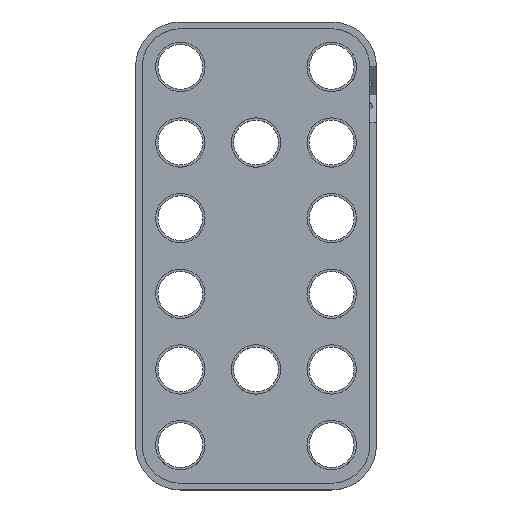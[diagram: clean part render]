
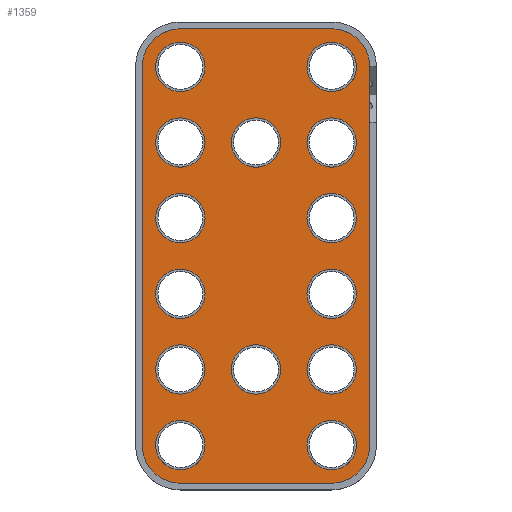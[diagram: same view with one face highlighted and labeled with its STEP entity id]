
A CAD part, top view. The second image highlights one B-rep face of the part: STEP entity #1359.
In plain terms, the highlighted planar face has unit normal (0, 0, 1).
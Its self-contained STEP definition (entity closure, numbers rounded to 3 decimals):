
#43=FACE_BOUND('',#279,.T.);
#44=FACE_BOUND('',#280,.T.);
#45=FACE_BOUND('',#281,.T.);
#46=FACE_BOUND('',#282,.T.);
#47=FACE_BOUND('',#283,.T.);
#48=FACE_BOUND('',#284,.T.);
#49=FACE_BOUND('',#285,.T.);
#50=FACE_BOUND('',#286,.T.);
#51=FACE_BOUND('',#287,.T.);
#52=FACE_BOUND('',#288,.T.);
#53=FACE_BOUND('',#289,.T.);
#54=FACE_BOUND('',#290,.T.);
#55=FACE_BOUND('',#291,.T.);
#56=FACE_BOUND('',#292,.T.);
#86=PLANE('',#1544);
#167=FACE_OUTER_BOUND('',#278,.T.);
#278=EDGE_LOOP('',(#1180,#1181,#1182,#1183,#1184,#1185,#1186,#1187));
#279=EDGE_LOOP('',(#1188));
#280=EDGE_LOOP('',(#1189));
#281=EDGE_LOOP('',(#1190));
#282=EDGE_LOOP('',(#1191));
#283=EDGE_LOOP('',(#1192));
#284=EDGE_LOOP('',(#1193));
#285=EDGE_LOOP('',(#1194));
#286=EDGE_LOOP('',(#1195));
#287=EDGE_LOOP('',(#1196));
#288=EDGE_LOOP('',(#1197));
#289=EDGE_LOOP('',(#1198));
#290=EDGE_LOOP('',(#1199));
#291=EDGE_LOOP('',(#1200));
#292=EDGE_LOOP('',(#1201));
#364=CIRCLE('',#1491,11.);
#366=CIRCLE('',#1494,11.);
#368=CIRCLE('',#1498,11.);
#370=CIRCLE('',#1502,11.);
#372=CIRCLE('',#1506,11.);
#374=CIRCLE('',#1510,11.);
#376=CIRCLE('',#1514,11.);
#378=CIRCLE('',#1518,11.);
#380=CIRCLE('',#1522,11.);
#382=CIRCLE('',#1526,11.);
#384=CIRCLE('',#1530,11.);
#386=CIRCLE('',#1534,11.);
#388=CIRCLE('',#1538,11.);
#390=CIRCLE('',#1542,11.);
#391=CIRCLE('',#1545,17.);
#392=CIRCLE('',#1546,17.);
#393=CIRCLE('',#1547,17.);
#394=CIRCLE('',#1548,17.);
#435=LINE('',#2146,#526);
#476=LINE('',#2357,#567);
#477=LINE('',#2361,#568);
#478=LINE('',#2366,#569);
#526=VECTOR('',#1711,10.);
#567=VECTOR('',#1964,10.);
#568=VECTOR('',#1967,10.);
#569=VECTOR('',#1972,10.);
#623=VERTEX_POINT('',#2143);
#624=VERTEX_POINT('',#2145);
#660=VERTEX_POINT('',#2260);
#662=VERTEX_POINT('',#2266);
#664=VERTEX_POINT('',#2273);
#666=VERTEX_POINT('',#2280);
#668=VERTEX_POINT('',#2287);
#670=VERTEX_POINT('',#2294);
#672=VERTEX_POINT('',#2301);
#674=VERTEX_POINT('',#2308);
#676=VERTEX_POINT('',#2315);
#678=VERTEX_POINT('',#2322);
#680=VERTEX_POINT('',#2329);
#682=VERTEX_POINT('',#2336);
#684=VERTEX_POINT('',#2343);
#686=VERTEX_POINT('',#2350);
#687=VERTEX_POINT('',#2355);
#688=VERTEX_POINT('',#2356);
#689=VERTEX_POINT('',#2358);
#690=VERTEX_POINT('',#2360);
#691=VERTEX_POINT('',#2363);
#692=VERTEX_POINT('',#2365);
#763=EDGE_CURVE('',#623,#624,#435,.T.);
#822=EDGE_CURVE('',#660,#660,#364,.T.);
#825=EDGE_CURVE('',#662,#662,#366,.T.);
#828=EDGE_CURVE('',#664,#664,#368,.T.);
#831=EDGE_CURVE('',#666,#666,#370,.T.);
#834=EDGE_CURVE('',#668,#668,#372,.T.);
#837=EDGE_CURVE('',#670,#670,#374,.T.);
#840=EDGE_CURVE('',#672,#672,#376,.T.);
#843=EDGE_CURVE('',#674,#674,#378,.T.);
#846=EDGE_CURVE('',#676,#676,#380,.T.);
#849=EDGE_CURVE('',#678,#678,#382,.T.);
#852=EDGE_CURVE('',#680,#680,#384,.T.);
#855=EDGE_CURVE('',#682,#682,#386,.T.);
#858=EDGE_CURVE('',#684,#684,#388,.T.);
#861=EDGE_CURVE('',#686,#686,#390,.T.);
#862=EDGE_CURVE('',#687,#688,#476,.T.);
#863=EDGE_CURVE('',#689,#687,#391,.T.);
#864=EDGE_CURVE('',#690,#689,#477,.T.);
#865=EDGE_CURVE('',#624,#690,#392,.T.);
#866=EDGE_CURVE('',#691,#623,#393,.T.);
#867=EDGE_CURVE('',#692,#691,#478,.T.);
#868=EDGE_CURVE('',#688,#692,#394,.T.);
#1180=ORIENTED_EDGE('',*,*,#862,.F.);
#1181=ORIENTED_EDGE('',*,*,#863,.F.);
#1182=ORIENTED_EDGE('',*,*,#864,.F.);
#1183=ORIENTED_EDGE('',*,*,#865,.F.);
#1184=ORIENTED_EDGE('',*,*,#763,.F.);
#1185=ORIENTED_EDGE('',*,*,#866,.F.);
#1186=ORIENTED_EDGE('',*,*,#867,.F.);
#1187=ORIENTED_EDGE('',*,*,#868,.F.);
#1188=ORIENTED_EDGE('',*,*,#822,.T.);
#1189=ORIENTED_EDGE('',*,*,#825,.T.);
#1190=ORIENTED_EDGE('',*,*,#828,.T.);
#1191=ORIENTED_EDGE('',*,*,#831,.T.);
#1192=ORIENTED_EDGE('',*,*,#834,.T.);
#1193=ORIENTED_EDGE('',*,*,#837,.T.);
#1194=ORIENTED_EDGE('',*,*,#840,.T.);
#1195=ORIENTED_EDGE('',*,*,#843,.T.);
#1196=ORIENTED_EDGE('',*,*,#846,.T.);
#1197=ORIENTED_EDGE('',*,*,#849,.T.);
#1198=ORIENTED_EDGE('',*,*,#852,.T.);
#1199=ORIENTED_EDGE('',*,*,#855,.T.);
#1200=ORIENTED_EDGE('',*,*,#858,.T.);
#1201=ORIENTED_EDGE('',*,*,#861,.T.);
#1359=ADVANCED_FACE('',(#167,#43,#44,#45,#46,#47,#48,#49,#50,#51,#52,#53,
#54,#55,#56),#86,.T.);
#1491=AXIS2_PLACEMENT_3D('',#2262,#1843,#1844);
#1494=AXIS2_PLACEMENT_3D('',#2268,#1850,#1851);
#1498=AXIS2_PLACEMENT_3D('',#2275,#1859,#1860);
#1502=AXIS2_PLACEMENT_3D('',#2282,#1868,#1869);
#1506=AXIS2_PLACEMENT_3D('',#2289,#1877,#1878);
#1510=AXIS2_PLACEMENT_3D('',#2296,#1886,#1887);
#1514=AXIS2_PLACEMENT_3D('',#2303,#1895,#1896);
#1518=AXIS2_PLACEMENT_3D('',#2310,#1904,#1905);
#1522=AXIS2_PLACEMENT_3D('',#2317,#1913,#1914);
#1526=AXIS2_PLACEMENT_3D('',#2324,#1922,#1923);
#1530=AXIS2_PLACEMENT_3D('',#2331,#1931,#1932);
#1534=AXIS2_PLACEMENT_3D('',#2338,#1940,#1941);
#1538=AXIS2_PLACEMENT_3D('',#2345,#1949,#1950);
#1542=AXIS2_PLACEMENT_3D('',#2352,#1958,#1959);
#1544=AXIS2_PLACEMENT_3D('',#2354,#1962,#1963);
#1545=AXIS2_PLACEMENT_3D('',#2359,#1965,#1966);
#1546=AXIS2_PLACEMENT_3D('',#2362,#1968,#1969);
#1547=AXIS2_PLACEMENT_3D('',#2364,#1970,#1971);
#1548=AXIS2_PLACEMENT_3D('',#2367,#1973,#1974);
#1711=DIRECTION('',(0.,-1.,0.));
#1843=DIRECTION('center_axis',(0.,0.,-1.));
#1844=DIRECTION('ref_axis',(1.,0.,0.));
#1850=DIRECTION('center_axis',(0.,0.,-1.));
#1851=DIRECTION('ref_axis',(1.,0.,0.));
#1859=DIRECTION('center_axis',(0.,0.,-1.));
#1860=DIRECTION('ref_axis',(1.,0.,0.));
#1868=DIRECTION('center_axis',(0.,0.,-1.));
#1869=DIRECTION('ref_axis',(1.,0.,0.));
#1877=DIRECTION('center_axis',(0.,0.,-1.));
#1878=DIRECTION('ref_axis',(1.,0.,0.));
#1886=DIRECTION('center_axis',(0.,0.,-1.));
#1887=DIRECTION('ref_axis',(1.,0.,0.));
#1895=DIRECTION('center_axis',(0.,0.,-1.));
#1896=DIRECTION('ref_axis',(1.,0.,0.));
#1904=DIRECTION('center_axis',(0.,0.,-1.));
#1905=DIRECTION('ref_axis',(1.,0.,0.));
#1913=DIRECTION('center_axis',(0.,0.,-1.));
#1914=DIRECTION('ref_axis',(1.,0.,0.));
#1922=DIRECTION('center_axis',(0.,0.,-1.));
#1923=DIRECTION('ref_axis',(1.,0.,0.));
#1931=DIRECTION('center_axis',(0.,0.,-1.));
#1932=DIRECTION('ref_axis',(1.,0.,0.));
#1940=DIRECTION('center_axis',(0.,0.,-1.));
#1941=DIRECTION('ref_axis',(1.,0.,0.));
#1949=DIRECTION('center_axis',(0.,0.,-1.));
#1950=DIRECTION('ref_axis',(1.,0.,0.));
#1958=DIRECTION('center_axis',(0.,0.,-1.));
#1959=DIRECTION('ref_axis',(1.,0.,0.));
#1962=DIRECTION('center_axis',(0.,0.,1.));
#1963=DIRECTION('ref_axis',(1.,0.,0.));
#1964=DIRECTION('',(0.,1.,0.));
#1965=DIRECTION('center_axis',(0.,0.,-1.));
#1966=DIRECTION('ref_axis',(-1.,0.,0.));
#1967=DIRECTION('',(-1.,0.,0.));
#1968=DIRECTION('center_axis',(0.,0.,-1.));
#1969=DIRECTION('ref_axis',(0.,-1.,0.));
#1970=DIRECTION('center_axis',(0.,0.,-1.));
#1971=DIRECTION('ref_axis',(1.,0.,0.));
#1972=DIRECTION('',(1.,0.,0.));
#1973=DIRECTION('center_axis',(0.,0.,-1.));
#1974=DIRECTION('ref_axis',(0.,1.,0.));
#2143=CARTESIAN_POINT('',(-58.,168.75,5.));
#2145=CARTESIAN_POINT('',(-58.,0.,5.));
#2146=CARTESIAN_POINT('',(-58.,126.563,5.));
#2260=CARTESIAN_POINT('',(-86.,168.75,5.));
#2262=CARTESIAN_POINT('Origin',(-75.,168.75,5.));
#2266=CARTESIAN_POINT('',(-86.,135.,5.));
#2268=CARTESIAN_POINT('Origin',(-75.,135.,5.));
#2273=CARTESIAN_POINT('',(-153.5,67.5,5.));
#2275=CARTESIAN_POINT('Origin',(-142.5,67.5,5.));
#2280=CARTESIAN_POINT('',(-86.,33.75,5.));
#2282=CARTESIAN_POINT('Origin',(-75.,33.75,5.));
#2287=CARTESIAN_POINT('',(-86.,0.,5.));
#2289=CARTESIAN_POINT('Origin',(-75.,0.,5.));
#2294=CARTESIAN_POINT('',(-119.75,33.75,5.));
#2296=CARTESIAN_POINT('Origin',(-108.75,33.75,5.));
#2301=CARTESIAN_POINT('',(-119.75,135.,5.));
#2303=CARTESIAN_POINT('Origin',(-108.75,135.,5.));
#2308=CARTESIAN_POINT('',(-153.5,168.75,5.));
#2310=CARTESIAN_POINT('Origin',(-142.5,168.75,5.));
#2315=CARTESIAN_POINT('',(-86.,101.25,5.));
#2317=CARTESIAN_POINT('Origin',(-75.,101.25,5.));
#2322=CARTESIAN_POINT('',(-153.5,0.,5.));
#2324=CARTESIAN_POINT('Origin',(-142.5,0.,5.));
#2329=CARTESIAN_POINT('',(-86.,67.5,5.));
#2331=CARTESIAN_POINT('Origin',(-75.,67.5,5.));
#2336=CARTESIAN_POINT('',(-153.5,33.75,5.));
#2338=CARTESIAN_POINT('Origin',(-142.5,33.75,5.));
#2343=CARTESIAN_POINT('',(-153.5,101.25,5.));
#2345=CARTESIAN_POINT('Origin',(-142.5,101.25,5.));
#2350=CARTESIAN_POINT('',(-153.5,135.,5.));
#2352=CARTESIAN_POINT('Origin',(-142.5,135.,5.));
#2354=CARTESIAN_POINT('Origin',(-108.75,84.375,5.));
#2355=CARTESIAN_POINT('',(-159.5,0.,5.));
#2356=CARTESIAN_POINT('',(-159.5,168.75,5.));
#2357=CARTESIAN_POINT('',(-159.5,42.188,5.));
#2358=CARTESIAN_POINT('',(-142.5,-17.,5.));
#2359=CARTESIAN_POINT('Origin',(-142.5,0.,5.));
#2360=CARTESIAN_POINT('',(-75.,-17.,5.));
#2361=CARTESIAN_POINT('',(-91.875,-17.,5.));
#2362=CARTESIAN_POINT('Origin',(-75.,0.,5.));
#2363=CARTESIAN_POINT('',(-75.,185.75,5.));
#2364=CARTESIAN_POINT('Origin',(-75.,168.75,5.));
#2365=CARTESIAN_POINT('',(-142.5,185.75,5.));
#2366=CARTESIAN_POINT('',(-125.625,185.75,5.));
#2367=CARTESIAN_POINT('Origin',(-142.5,168.75,5.));
